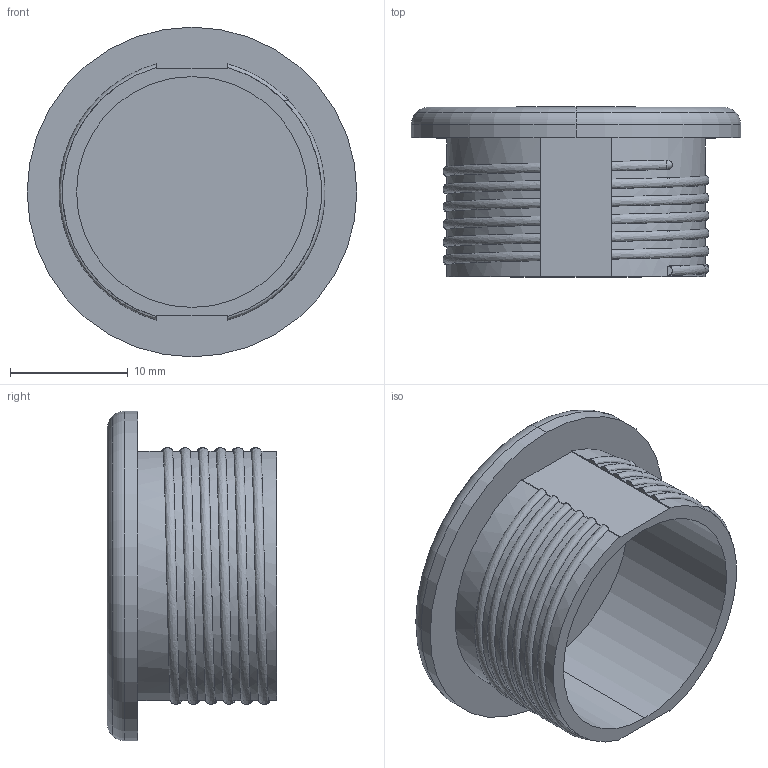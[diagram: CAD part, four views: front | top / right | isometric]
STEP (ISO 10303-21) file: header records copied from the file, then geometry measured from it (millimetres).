
FILE_DESCRIPTION((''),'2;1');
FILE_NAME('ASM0001_ASM','2022-04-12T11:47:39',('klemen.sitar'),('Audax d.o.o.'),'CREO PARAMETRIC BY PTC INC, 2021304','CREO PARAMETRIC BY PTC INC, 2021304','');
FILE_SCHEMA(('AP242_MANAGED_MODEL_BASED_3D_ENGINEERING_MIM_LF { 1 0 10303 442 1 1 4 }'));
Length unit declared in the file: metre
Products named in the file (2): PRT0001; ASM0001_ASM
Assembly tree (1 placements, depth 2):
  ASM0001_ASM
    PRT0001
Bounding box: 28 x 14.4 x 28 mm (x, y, z)
Surface area: 3058.7 mm2 (no closed solid volume)
Topology: 0 solids, 2 shells, 48 faces, 266 edges, 218 vertices
Faces by surface type: cylinder 17, bspline 13, plane 11, torus 4, sphere 3
Entity records: 13861 total; most frequent: CARTESIAN_POINT 10564, ORIENTED_EDGE 519, COLOUR_RGB 336, PRESENTATION_STYLE_ASSIGNMENT 311, STYLED_ITEM 311, CURVE_STYLE 262, EDGE_CURVE 261, VERTEX_POINT 218
